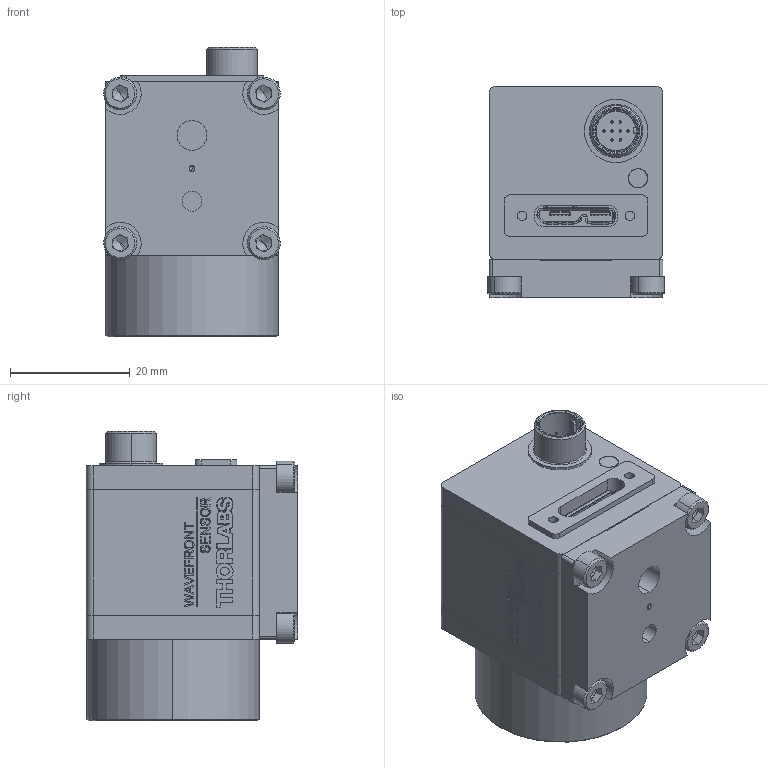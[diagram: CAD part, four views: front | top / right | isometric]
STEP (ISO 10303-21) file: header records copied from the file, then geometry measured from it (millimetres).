
FILE_DESCRIPTION (( 'STEP AP214' ), '1' );
FILE_NAME ('MTN008543-E0W.STEP', '2017-04-19T15:29:28', ( '' ), ( '' ), 'SwSTEP 2.0', 'SolidWorks 2016', '' );
FILE_SCHEMA (( 'AUTOMOTIVE_DESIGN' ));
Length unit declared in the file: millimetre
Products named in the file (1): MTN008543-E0W
Bounding box: 29.49 x 35.35 x 48.3 mm (x, y, z)
Surface area: 22649.5 mm2 (no closed solid volume)
Topology: 0 solids, 488 shells, 2635 faces, 8746 edges, 6743 vertices
Faces by surface type: plane 1901, cylinder 415, bspline 215, cone 78, torus 14, sphere 12
Entity records: 136606 total; most frequent: CARTESIAN_POINT 33236, ORIENTED_EDGE 14586, DIRECTION 13683, EDGE_CURVE 8734, VECTOR 6845, LINE 6845, VERTEX_POINT 6743, AXIS2_PLACEMENT_3D 3419
